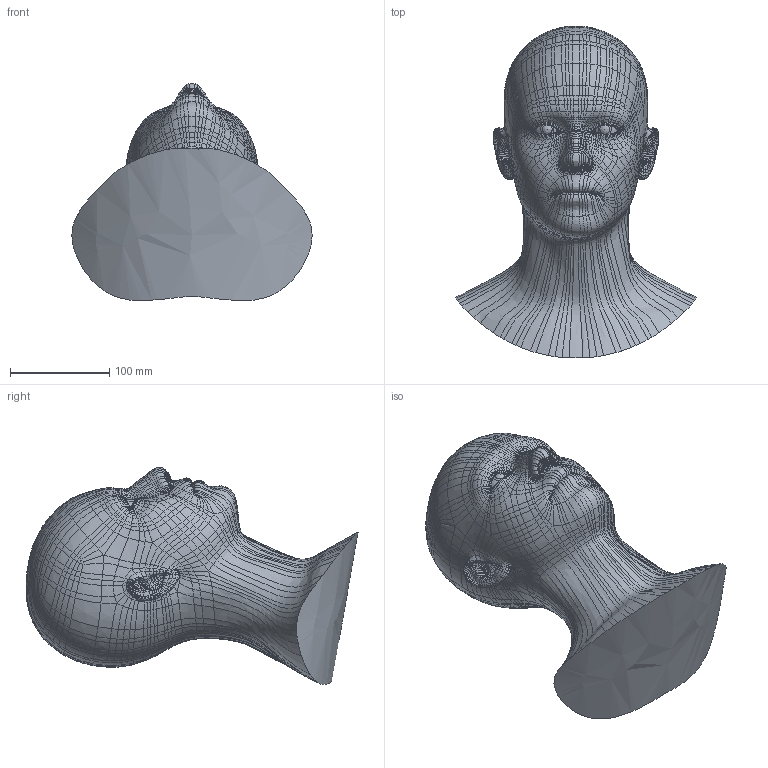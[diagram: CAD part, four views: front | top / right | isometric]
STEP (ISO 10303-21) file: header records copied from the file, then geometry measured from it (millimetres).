
FILE_DESCRIPTION(('FreeCAD Model'),'2;1');
FILE_NAME('Open CASCADE Shape Model','2025-04-29T14:05:10',('FreeCAD'),( 'FreeCAD'),'Open CASCADE STEP processor 7.6','FreeCAD','Unknown');
FILE_SCHEMA(('AUTOMOTIVE_DESIGN { 1 0 10303 214 1 1 1 1 }'));
Products named in the file (1): Open CASCADE STEP translator 7.6 1
Bounding box: 241.76 x 334.22 x 218.59 mm (x, y, z)
Volume: 4920898.8 mm3; surface area: 194551.4 mm2
Topology: 1 solids, 1 shells, 3794 faces, 7662 edges, 3868 vertices
Faces by surface type: bspline 3794
Entity records: 204643 total; most frequent: CARTESIAN_POINT 155005, ORIENTED_EDGE 15320, EDGE_CURVE 7660, B_SPLINE_CURVE_WITH_KNOTS 7608, VERTEX_POINT 3868, ADVANCED_FACE 3794, FACE_BOUND 3794, EDGE_LOOP 3794
